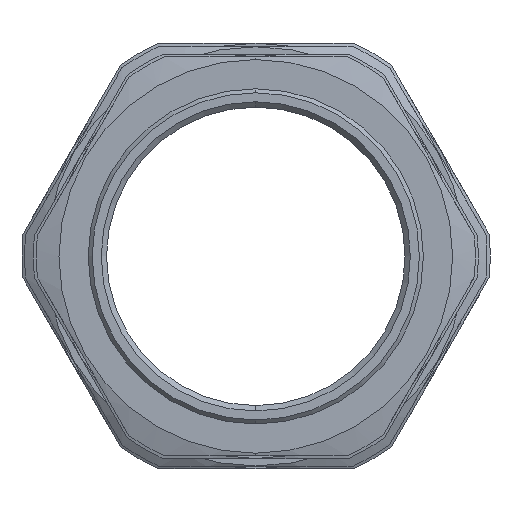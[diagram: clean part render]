
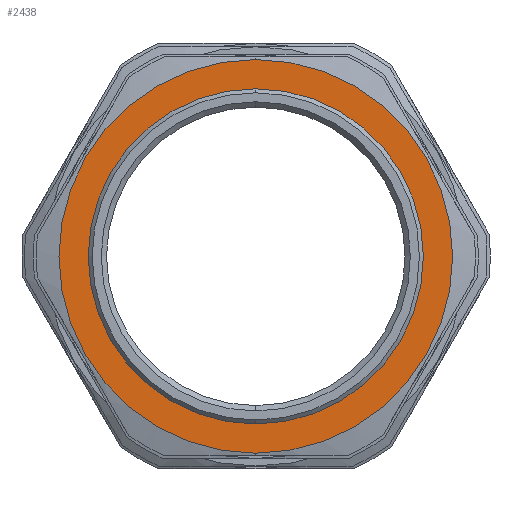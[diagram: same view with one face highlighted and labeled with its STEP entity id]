
A CAD part, left-side view. The second image highlights one B-rep face of the part: STEP entity #2438.
In plain terms, the highlighted planar face has unit normal (-1, 0, 0).
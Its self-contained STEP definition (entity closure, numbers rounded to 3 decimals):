
#112 = EDGE_LOOP ( 'NONE', ( #1362, #825 ) ) ;
#210 = ORIENTED_EDGE ( 'NONE', *, *, #4330, .T. ) ;
#226 = FACE_OUTER_BOUND ( 'NONE', #112, .T. ) ;
#498 = EDGE_CURVE ( 'NONE', #3288, #3072, #1475, .T. ) ;
#795 = DIRECTION ( 'NONE',  ( 0., 0., -1. ) ) ;
#825 = ORIENTED_EDGE ( 'NONE', *, *, #498, .F. ) ;
#860 = DIRECTION ( 'NONE',  ( 0., 0., -1. ) ) ;
#997 = EDGE_CURVE ( 'NONE', #4420, #2793, #2898, .T. ) ;
#1076 = CARTESIAN_POINT ( 'NONE',  ( 15.3, 0., 37. ) ) ;
#1096 = CARTESIAN_POINT ( 'NONE',  ( 15.3, 0., 0. ) ) ;
#1213 = PLANE ( 'NONE',  #4277 ) ;
#1311 = CARTESIAN_POINT ( 'NONE',  ( 15.3, 0., 0. ) ) ;
#1362 = ORIENTED_EDGE ( 'NONE', *, *, #4039, .F. ) ;
#1428 = AXIS2_PLACEMENT_3D ( 'NONE', #1096, #2496, #2128 ) ;
#1475 = CIRCLE ( 'NONE', #2986, 37. ) ;
#1495 = CIRCLE ( 'NONE', #2118, 31.5 ) ;
#1927 = EDGE_LOOP ( 'NONE', ( #2173, #210 ) ) ;
#2118 = AXIS2_PLACEMENT_3D ( 'NONE', #4035, #4413, #795 ) ;
#2128 = DIRECTION ( 'NONE',  ( 0., 0., -1. ) ) ;
#2173 = ORIENTED_EDGE ( 'NONE', *, *, #997, .T. ) ;
#2254 = CARTESIAN_POINT ( 'NONE',  ( 15.3, 0., -31.5 ) ) ;
#2438 = ADVANCED_FACE ( 'NONE', ( #226, #2720 ), #1213, .F. ) ;
#2496 = DIRECTION ( 'NONE',  ( 1., 0., 0. ) ) ;
#2685 = CARTESIAN_POINT ( 'NONE',  ( 15.3, 31.5, 0. ) ) ;
#2720 = FACE_BOUND ( 'NONE', #1927, .T. ) ;
#2793 = VERTEX_POINT ( 'NONE', #3650 ) ;
#2804 = DIRECTION ( 'NONE',  ( 1., 0., 0. ) ) ;
#2854 = CARTESIAN_POINT ( 'NONE',  ( 15.3, 0., -37. ) ) ;
#2898 = CIRCLE ( 'NONE', #1428, 31.5 ) ;
#2986 = AXIS2_PLACEMENT_3D ( 'NONE', #4219, #2804, #4574 ) ;
#3072 = VERTEX_POINT ( 'NONE', #2854 ) ;
#3288 = VERTEX_POINT ( 'NONE', #1076 ) ;
#3650 = CARTESIAN_POINT ( 'NONE',  ( 15.3, 0., 31.5 ) ) ;
#3820 = DIRECTION ( 'NONE',  ( 1., 0., 0. ) ) ;
#3838 = DIRECTION ( 'NONE',  ( 0., 0., -1. ) ) ;
#4035 = CARTESIAN_POINT ( 'NONE',  ( 15.3, 0., 0. ) ) ;
#4039 = EDGE_CURVE ( 'NONE', #3072, #3288, #4263, .T. ) ;
#4087 = DIRECTION ( 'NONE',  ( 1., 0., 0. ) ) ;
#4219 = CARTESIAN_POINT ( 'NONE',  ( 15.3, 0., 0. ) ) ;
#4263 = CIRCLE ( 'NONE', #4377, 37. ) ;
#4277 = AXIS2_PLACEMENT_3D ( 'NONE', #2685, #4087, #860 ) ;
#4330 = EDGE_CURVE ( 'NONE', #2793, #4420, #1495, .T. ) ;
#4377 = AXIS2_PLACEMENT_3D ( 'NONE', #1311, #3820, #3838 ) ;
#4413 = DIRECTION ( 'NONE',  ( 1., 0., 0. ) ) ;
#4420 = VERTEX_POINT ( 'NONE', #2254 ) ;
#4574 = DIRECTION ( 'NONE',  ( 0., 0., -1. ) ) ;
